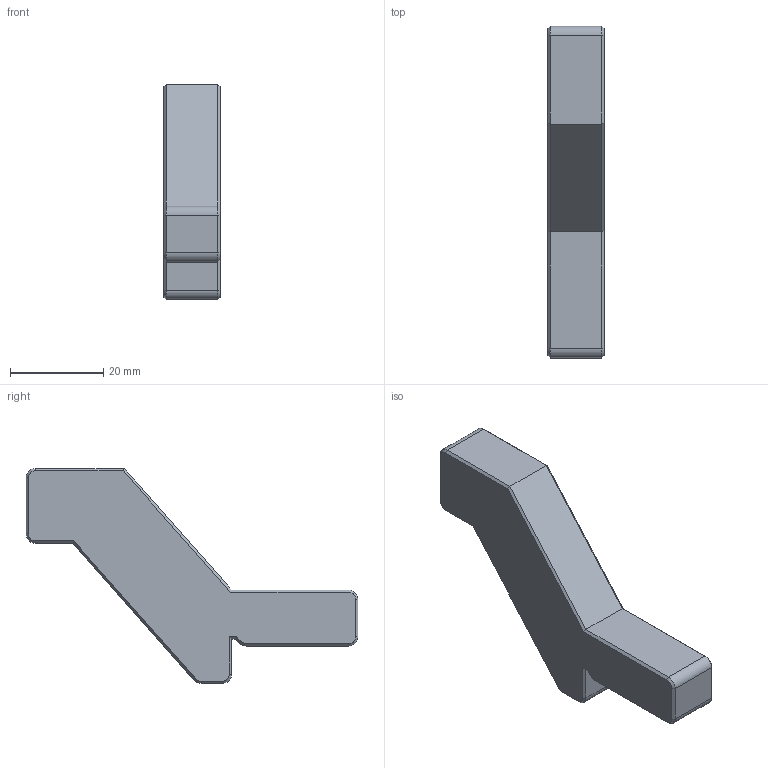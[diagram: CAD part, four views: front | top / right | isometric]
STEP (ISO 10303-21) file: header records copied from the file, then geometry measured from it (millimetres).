
FILE_DESCRIPTION(/* description */ (''),/* implementation_level */ '2;1');
FILE_NAME(/* name */ 'MB-Z10.build-helpers.MB-build-heper-y.step',/* time_stamp */ '2023-03-27T17:12:39+02:00',/* author */ (''),/* organization */ (''),/* preprocessor_version */ 'ST-DEVELOPER v19.2',/* originating_system */ 'Autodesk Translation Framework v11.17.0.187',/* authorisation */ '');
FILE_SCHEMA (('AUTOMOTIVE_DESIGN { 1 0 10303 214 3 1 1 }'));
Length unit declared in the file: millimetre
Products named in the file (1): MB-build-heper-y
Bounding box: 12 x 71 x 46 mm (x, y, z)
Volume: 16079.4 mm3; surface area: 4980.3 mm2
Topology: 1 solids, 1 shells, 59 faces, 133 edges, 76 vertices
Faces by surface type: plane 38, cone 14, cylinder 7
Entity records: 1624 total; most frequent: DIRECTION 281, CARTESIAN_POINT 269, ORIENTED_EDGE 266, EDGE_CURVE 133, LINE 105, VECTOR 105, AXIS2_PLACEMENT_3D 88, VERTEX_POINT 76
